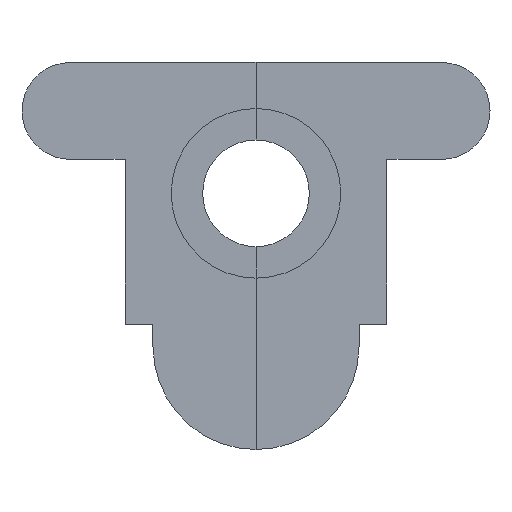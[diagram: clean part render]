
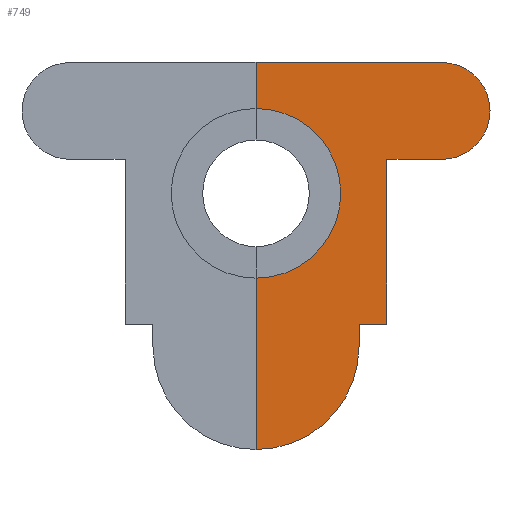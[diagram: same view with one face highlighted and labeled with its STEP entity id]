
A CAD part, front view. The second image highlights one B-rep face of the part: STEP entity #749.
In plain terms, the highlighted planar face has unit normal (0, -1, 0).
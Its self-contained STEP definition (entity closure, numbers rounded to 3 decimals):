
#24 = EDGE_CURVE ( 'NONE', #1002, #528, #696, .T. ) ;
#41 = DIRECTION ( 'NONE',  ( 0., 1., 0. ) ) ;
#77 = LINE ( 'NONE', #444, #347 ) ;
#78 = DIRECTION ( 'NONE',  ( 0., 0., 1. ) ) ;
#88 = LINE ( 'NONE', #337, #1118 ) ;
#97 = VECTOR ( 'NONE', #649, 1000. ) ;
#99 = EDGE_CURVE ( 'NONE', #528, #800, #1044, .T. ) ;
#102 = ORIENTED_EDGE ( 'NONE', *, *, #1075, .T. ) ;
#122 = ORIENTED_EDGE ( 'NONE', *, *, #641, .F. ) ;
#132 = LINE ( 'NONE', #220, #810 ) ;
#177 = DIRECTION ( 'NONE',  ( 0., 0., -1. ) ) ;
#195 = VERTEX_POINT ( 'NONE', #235 ) ;
#210 = AXIS2_PLACEMENT_3D ( 'NONE', #858, #1043, #471 ) ;
#220 = CARTESIAN_POINT ( 'NONE',  ( 5.4, 2.808, 5.4 ) ) ;
#223 = VERTEX_POINT ( 'NONE', #514 ) ;
#225 = CARTESIAN_POINT ( 'NONE',  ( 0., 2.808, 0. ) ) ;
#235 = CARTESIAN_POINT ( 'NONE',  ( 4.25, 2.808, -5.4 ) ) ;
#238 = VERTEX_POINT ( 'NONE', #992 ) ;
#245 = EDGE_CURVE ( 'NONE', #1130, #238, #77, .T. ) ;
#268 = VERTEX_POINT ( 'NONE', #399 ) ;
#271 = AXIS2_PLACEMENT_3D ( 'NONE', #1050, #41, #1141 ) ;
#308 = DIRECTION ( 'NONE',  ( 0., 1., 0. ) ) ;
#320 = CARTESIAN_POINT ( 'NONE',  ( 5.4, 2.808, -5.4 ) ) ;
#322 = CARTESIAN_POINT ( 'NONE',  ( 7.655, 2.808, 1.4 ) ) ;
#337 = CARTESIAN_POINT ( 'NONE',  ( 0., 2.808, 3.4 ) ) ;
#347 = VECTOR ( 'NONE', #721, 1000. ) ;
#384 = DIRECTION ( 'NONE',  ( 1., 0., 0. ) ) ;
#393 = VECTOR ( 'NONE', #411, 1000. ) ;
#395 = ORIENTED_EDGE ( 'NONE', *, *, #1192, .T. ) ;
#399 = CARTESIAN_POINT ( 'NONE',  ( 0., 2.808, 3.5 ) ) ;
#411 = DIRECTION ( 'NONE',  ( 0., 0., -1. ) ) ;
#414 = EDGE_CURVE ( 'NONE', #195, #223, #615, .T. ) ;
#444 = CARTESIAN_POINT ( 'NONE',  ( 0., 2.808, 3.4 ) ) ;
#446 = ORIENTED_EDGE ( 'NONE', *, *, #414, .F. ) ;
#458 = CARTESIAN_POINT ( 'NONE',  ( 0., 2.808, -6.322 ) ) ;
#471 = DIRECTION ( 'NONE',  ( 0., 0., 1. ) ) ;
#507 = VECTOR ( 'NONE', #677, 1000. ) ;
#514 = CARTESIAN_POINT ( 'NONE',  ( 4.25, 2.808, -6.322 ) ) ;
#517 = ORIENTED_EDGE ( 'NONE', *, *, #24, .F. ) ;
#528 = VERTEX_POINT ( 'NONE', #322 ) ;
#544 = CARTESIAN_POINT ( 'NONE',  ( 5.4, 2.808, 1.4 ) ) ;
#582 = FACE_OUTER_BOUND ( 'NONE', #1196, .T. ) ;
#615 = LINE ( 'NONE', #1081, #393 ) ;
#641 = EDGE_CURVE ( 'NONE', #800, #815, #1188, .T. ) ;
#643 = VERTEX_POINT ( 'NONE', #923 ) ;
#649 = DIRECTION ( 'NONE',  ( 0., 0., -1. ) ) ;
#652 = CARTESIAN_POINT ( 'NONE',  ( 7.655, 2.808, 5.4 ) ) ;
#655 = ORIENTED_EDGE ( 'NONE', *, *, #99, .F. ) ;
#667 = CIRCLE ( 'NONE', #999, 3.5 ) ;
#677 = DIRECTION ( 'NONE',  ( -1., 0., 0. ) ) ;
#686 = DIRECTION ( 'NONE',  ( 0., 0., 1. ) ) ;
#696 = CIRCLE ( 'NONE', #271, 2. ) ;
#721 = DIRECTION ( 'NONE',  ( 0., 0., -1. ) ) ;
#727 = EDGE_CURVE ( 'NONE', #223, #238, #1029, .T. ) ;
#749 = ADVANCED_FACE ( 'NONE', ( #582 ), #850, .F. ) ;
#751 = CARTESIAN_POINT ( 'NONE',  ( 5.4, 2.808, 1.4 ) ) ;
#773 = AXIS2_PLACEMENT_3D ( 'NONE', #458, #911, #78 ) ;
#800 = VERTEX_POINT ( 'NONE', #751 ) ;
#801 = EDGE_CURVE ( 'NONE', #643, #1002, #132, .T. ) ;
#810 = VECTOR ( 'NONE', #384, 1000. ) ;
#815 = VERTEX_POINT ( 'NONE', #1031 ) ;
#841 = VECTOR ( 'NONE', #1156, 1000. ) ;
#850 = PLANE ( 'NONE',  #210 ) ;
#854 = ORIENTED_EDGE ( 'NONE', *, *, #727, .F. ) ;
#858 = CARTESIAN_POINT ( 'NONE',  ( -7.655, 2.808, 3.4 ) ) ;
#859 = CARTESIAN_POINT ( 'NONE',  ( 7.655, 2.808, 1.4 ) ) ;
#911 = DIRECTION ( 'NONE',  ( 0., 1., 0. ) ) ;
#923 = CARTESIAN_POINT ( 'NONE',  ( 0., 2.808, 5.4 ) ) ;
#992 = CARTESIAN_POINT ( 'NONE',  ( 0., 2.808, -10.572 ) ) ;
#999 = AXIS2_PLACEMENT_3D ( 'NONE', #225, #308, #686 ) ;
#1002 = VERTEX_POINT ( 'NONE', #652 ) ;
#1022 = EDGE_CURVE ( 'NONE', #815, #195, #1145, .T. ) ;
#1029 = CIRCLE ( 'NONE', #773, 4.25 ) ;
#1031 = CARTESIAN_POINT ( 'NONE',  ( 5.4, 2.808, -5.4 ) ) ;
#1033 = ORIENTED_EDGE ( 'NONE', *, *, #801, .F. ) ;
#1043 = DIRECTION ( 'NONE',  ( 0., 1., 0. ) ) ;
#1044 = LINE ( 'NONE', #859, #507 ) ;
#1050 = CARTESIAN_POINT ( 'NONE',  ( 7.655, 2.808, 3.4 ) ) ;
#1067 = CARTESIAN_POINT ( 'NONE',  ( 0., 2.808, -3.5 ) ) ;
#1074 = ORIENTED_EDGE ( 'NONE', *, *, #245, .T. ) ;
#1075 = EDGE_CURVE ( 'NONE', #268, #1130, #667, .T. ) ;
#1081 = CARTESIAN_POINT ( 'NONE',  ( 4.25, 2.808, -5.4 ) ) ;
#1118 = VECTOR ( 'NONE', #177, 1000. ) ;
#1130 = VERTEX_POINT ( 'NONE', #1067 ) ;
#1141 = DIRECTION ( 'NONE',  ( 0., 0., 1. ) ) ;
#1145 = LINE ( 'NONE', #320, #841 ) ;
#1156 = DIRECTION ( 'NONE',  ( -1., 0., 0. ) ) ;
#1188 = LINE ( 'NONE', #544, #97 ) ;
#1189 = ORIENTED_EDGE ( 'NONE', *, *, #1022, .F. ) ;
#1192 = EDGE_CURVE ( 'NONE', #643, #268, #88, .T. ) ;
#1196 = EDGE_LOOP ( 'NONE', ( #1033, #395, #102, #1074, #854, #446, #1189, #122, #655, #517 ) ) ;
